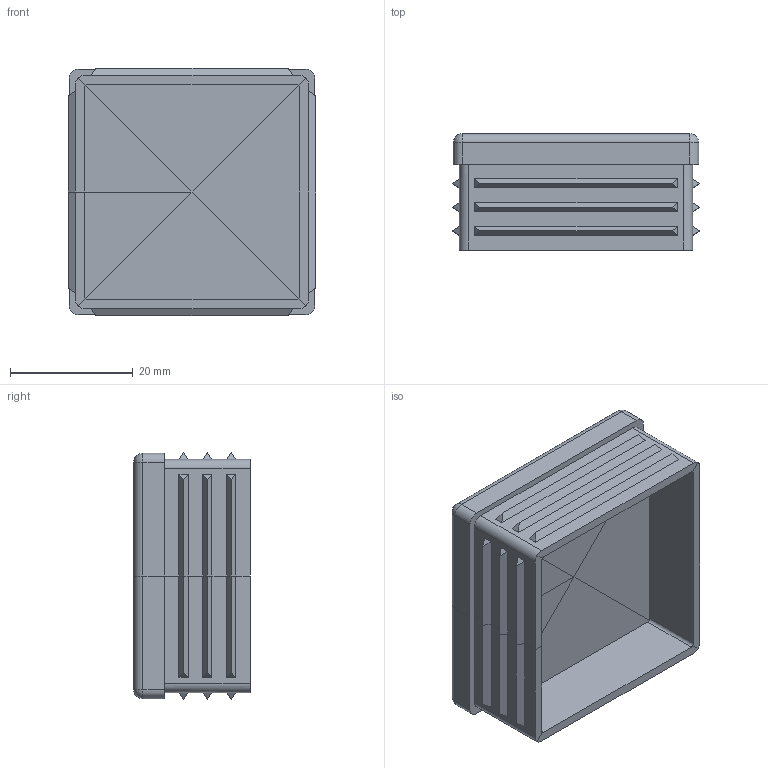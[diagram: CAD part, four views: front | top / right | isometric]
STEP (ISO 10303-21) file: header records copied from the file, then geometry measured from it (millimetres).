
FILE_DESCRIPTION (( 'STEP AP203' ), '1' );
FILE_NAME ('3D_GV1709_40x40x1_188686135.STEP', '2024-10-03T09:23:09', ( '' ), ( '' ), 'SwSTEP 2.0', 'SolidWorks 2024', '' );
FILE_SCHEMA (( 'CONFIG_CONTROL_DESIGN' ));
Length unit declared in the file: millimetre
Products named in the file (1): 3D_GV1709_40x40x1_188686135
Bounding box: 40.35 x 19 x 40.35 mm (x, y, z)
Volume: 16178.1 mm3; surface area: 7876.6 mm2
Topology: 1 solids, 1 shells, 106 faces, 252 edges, 154 vertices
Faces by surface type: plane 85, cylinder 17, sphere 4
Entity records: 3042 total; most frequent: CARTESIAN_POINT 509, DIRECTION 507, ORIENTED_EDGE 496, EDGE_CURVE 248, LINE 203, VECTOR 203, VERTEX_POINT 154, AXIS2_PLACEMENT_3D 152
